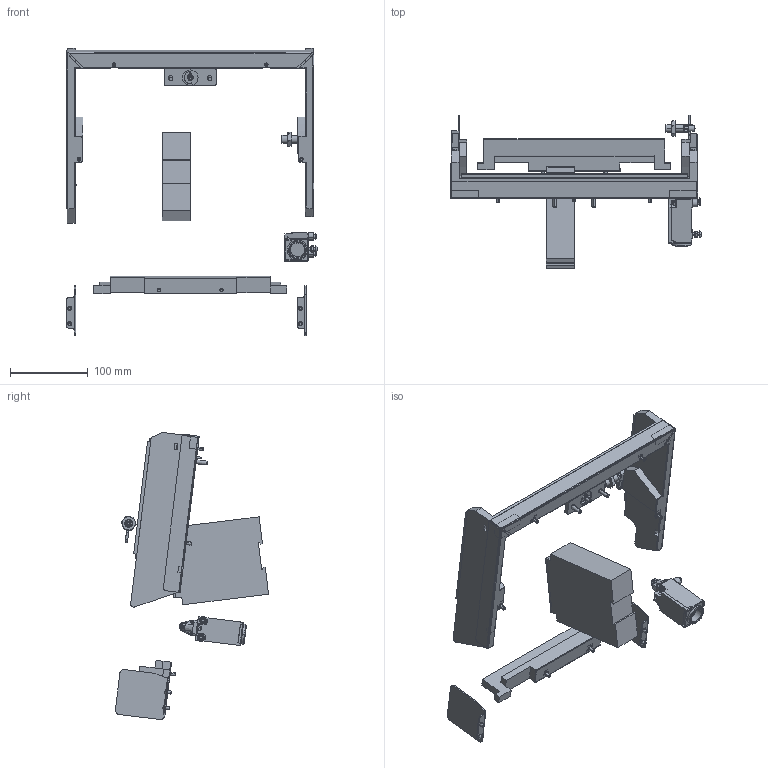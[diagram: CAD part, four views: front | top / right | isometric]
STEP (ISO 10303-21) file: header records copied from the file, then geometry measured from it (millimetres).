
FILE_DESCRIPTION (( 'STEP AP203' ), '1' );
FILE_NAME ('INGUN_114509.STEP', '2023-05-24T12:29:16', ( '' ), ( '' ), 'SwSTEP 2.0', 'SolidWorks 2021', '' );
FILE_SCHEMA (( 'CONFIG_CONTROL_DESIGN' ));
Length unit declared in the file: millimetre
Products named in the file (30): 114146~0; ISO7380~n_M04,0x010; DIN125~n_04,3 M04,0; 113896~5_S; 113405~1_S; ASR~asr_拱06,2x07x拌10; ISO7380~n_M04,0x008; DIN6325~n_02,0m6x010; 114511~1_S; 114510~1_S; 115141_Körper~0; DIN7991~n_M05,0x020; 115141_Mutter~0; 114513~0_S; 32739~0_S; 115141_Hebel~0; INGUN_114509; ISO7380~n_M04,0x035; 115141~0_offen<S>; 114324~0_S; 113549~0_S; DIN912~n_M04,0x008; ISO7380~n_M04,0x006; 114325~0_S; DIN934~n_M04,0; 114512~0_S
Assembly tree (42 placements, depth 3):
  INGUN_114509
    114510~1_S
      114511~1_S
      114513~0_S  x2
      114324~0_S
      114512~0_S
      114325~0_S
      ISO7380~n_M04,0x008
      ISO7380~n_M04,0x008
      ISO7380~n_M04,0x008
      ISO7380~n_M04,0x008
      ISO7380~n_M04,0x008  x2
      114146~0
    113405~1_S
    113549~0_S
    32739~0_S
    ASR~asr_拱06,2x07x拌10  x2
    113896~5_S  x2
    115141~0_offen<S>
      115141_Körper~0
      115141_Hebel~0
      115141_Mutter~0
    DIN934~n_M04,0  x3
    ISO7380~n_M04,0x035  x2
    DIN125~n_04,3 M04,0  x3
    ISO7380~n_M04,0x006  x4
    DIN7991~n_M05,0x020  x2
    ISO7380~n_M04,0x010
    DIN6325~n_02,0m6x010
    DIN912~n_M04,0x008
Bounding box: 321.6 x 196.47 x 368.07 mm (x, y, z)
Volume: 1071996.1 mm3; surface area: 278622.6 mm2
Topology: 49 solids, 49 shells, 1383 faces, 3430 edges, 2210 vertices
Faces by surface type: plane 603, cylinder 601, cone 127, torus 34, bspline 14, sphere 4
Entity records: 42370 total; most frequent: CARTESIAN_POINT 11709, DIRECTION 5839, ORIENTED_EDGE 5550, EDGE_CURVE 2775, AXIS2_PLACEMENT_3D 2149, VERTEX_POINT 1782, VECTOR 1541, LINE 1541
